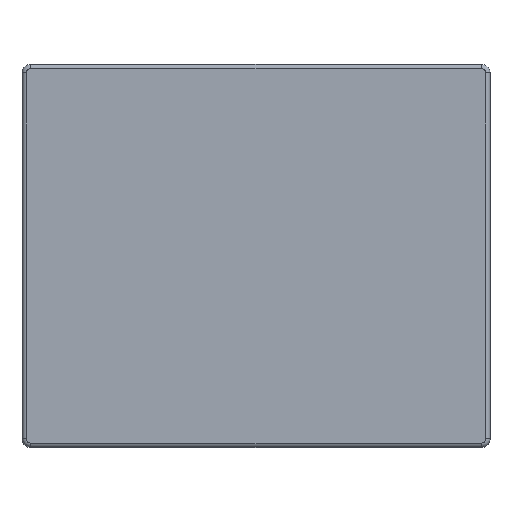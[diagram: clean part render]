
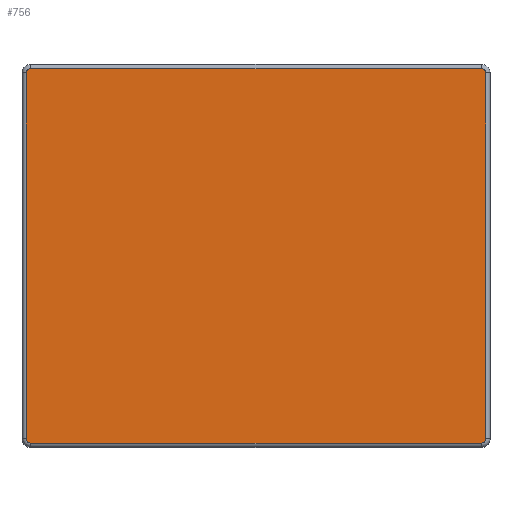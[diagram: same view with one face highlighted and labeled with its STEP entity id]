
A CAD part, top view. The second image highlights one B-rep face of the part: STEP entity #756.
In plain terms, the highlighted planar face has unit normal (0, 0, 1).
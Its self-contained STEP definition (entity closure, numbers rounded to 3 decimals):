
#30=DIRECTION('',(1.,0.,0.));
#44=DIRECTION('',(0.,0.,-1.));
#79=VECTOR('',#30,1.);
#87=DIRECTION('',(0.,0.,-1.));
#88=DIRECTION('',(0.,1.,0.));
#94=VECTOR('',#95,1.);
#95=DIRECTION('',(0.,-1.,0.));
#108=VECTOR('',#109,1.);
#109=DIRECTION('',(-1.,0.,0.));
#122=VECTOR('',#88,1.);
#600=VERTEX_POINT('',#601);
#601=CARTESIAN_POINT('',(-3.,3.5,24.1));
#605=ORIENTED_EDGE('',*,*,#606,.T.);
#606=EDGE_CURVE('',#600,#607,#609,.T.);
#607=VERTEX_POINT('',#608);
#608=CARTESIAN_POINT('',(50.,3.5,24.1));
#609=LINE('',#601,#79);
#622=VERTEX_POINT('',#623);
#623=CARTESIAN_POINT('',(-3.5,3.,24.1));
#630=EDGE_CURVE('',#622,#600,#631,.T.);
#631=CIRCLE('',#632,0.5);
#632=AXIS2_PLACEMENT_3D('',#633,#87,#109);
#633=CARTESIAN_POINT('',(-3.,3.,24.1));
#641=VERTEX_POINT('',#642);
#642=CARTESIAN_POINT('',(50.5,3.,24.1));
#647=EDGE_CURVE('',#607,#641,#648,.T.);
#648=CIRCLE('',#649,0.5);
#649=AXIS2_PLACEMENT_3D('',#650,#87,#88);
#650=CARTESIAN_POINT('',(50.,3.,24.1));
#658=VERTEX_POINT('',#659);
#659=CARTESIAN_POINT('',(-3.5,-40.,24.1));
#663=ORIENTED_EDGE('',*,*,#664,.T.);
#664=EDGE_CURVE('',#658,#622,#665,.T.);
#665=LINE('',#659,#122);
#672=ORIENTED_EDGE('',*,*,#673,.T.);
#673=EDGE_CURVE('',#641,#674,#676,.T.);
#674=VERTEX_POINT('',#675);
#675=CARTESIAN_POINT('',(50.5,-40.,24.1));
#676=LINE('',#642,#94);
#690=VERTEX_POINT('',#691);
#691=CARTESIAN_POINT('',(-3.,-40.5,24.1));
#697=EDGE_CURVE('',#690,#658,#698,.T.);
#698=CIRCLE('',#699,0.5);
#699=AXIS2_PLACEMENT_3D('',#700,#44,#95);
#700=CARTESIAN_POINT('',(-3.,-40.,24.1));
#708=VERTEX_POINT('',#709);
#709=CARTESIAN_POINT('',(50.,-40.5,24.1));
#714=EDGE_CURVE('',#674,#708,#715,.T.);
#715=CIRCLE('',#716,0.5);
#716=AXIS2_PLACEMENT_3D('',#717,#87,#30);
#717=CARTESIAN_POINT('',(50.,-40.,24.1));
#723=ORIENTED_EDGE('',*,*,#724,.T.);
#724=EDGE_CURVE('',#708,#690,#725,.T.);
#725=LINE('',#709,#108);
#756=ADVANCED_FACE('',(#757),#763,.F.);
#757=FACE_BOUND('',#758,.F.);
#758=EDGE_LOOP('',(#605,#759,#672,#760,#723,#761,#663,#762));
#759=ORIENTED_EDGE('',*,*,#647,.T.);
#760=ORIENTED_EDGE('',*,*,#714,.T.);
#761=ORIENTED_EDGE('',*,*,#697,.T.);
#762=ORIENTED_EDGE('',*,*,#630,.T.);
#763=PLANE('',#764);
#764=AXIS2_PLACEMENT_3D('',#765,#44,#109);
#765=CARTESIAN_POINT('',(23.5,-18.5,24.1));
